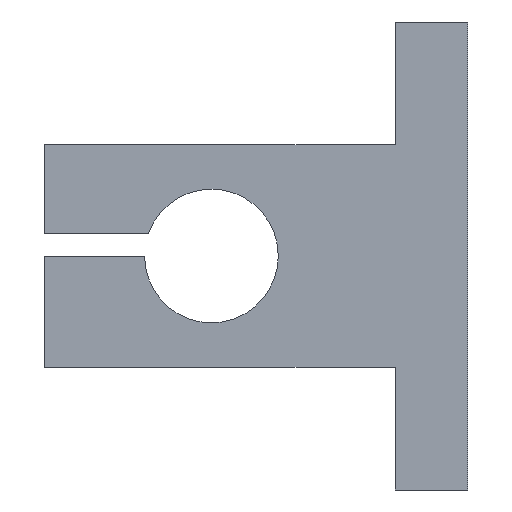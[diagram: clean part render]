
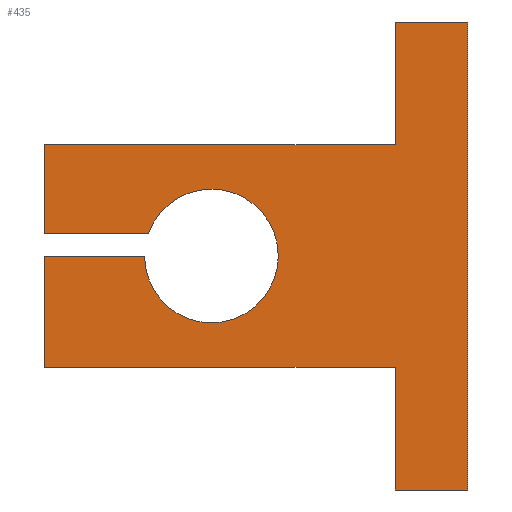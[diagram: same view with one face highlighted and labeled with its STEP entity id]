
A CAD part, left-side view. The second image highlights one B-rep face of the part: STEP entity #435.
In plain terms, the highlighted planar face has unit normal (-1, 0, 0).
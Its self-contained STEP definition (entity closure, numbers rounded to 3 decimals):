
#33=PLANE('',#495);
#54=FACE_OUTER_BOUND('',#81,.T.);
#81=EDGE_LOOP('',(#370,#371,#372,#373,#374,#375,#376,#377,#378,#379,#380,
#381));
#96=LINE('',#660,#137);
#102=LINE('',#681,#143);
#108=LINE('',#700,#149);
#112=LINE('',#709,#153);
#123=LINE('',#730,#164);
#125=LINE('',#734,#166);
#126=LINE('',#735,#167);
#127=LINE('',#737,#168);
#128=LINE('',#739,#169);
#129=LINE('',#740,#170);
#130=LINE('',#741,#171);
#137=VECTOR('',#539,10.);
#143=VECTOR('',#559,10.);
#149=VECTOR('',#577,10.);
#153=VECTOR('',#583,10.);
#164=VECTOR('',#600,10.);
#166=VECTOR('',#604,10.);
#167=VECTOR('',#605,10.);
#168=VECTOR('',#606,10.);
#169=VECTOR('',#607,10.);
#170=VECTOR('',#608,10.);
#171=VECTOR('',#609,10.);
#193=CIRCLE('',#496,6.);
#204=VERTEX_POINT('',#658);
#205=VERTEX_POINT('',#659);
#212=VERTEX_POINT('',#679);
#213=VERTEX_POINT('',#680);
#219=VERTEX_POINT('',#698);
#220=VERTEX_POINT('',#699);
#223=VERTEX_POINT('',#707);
#224=VERTEX_POINT('',#708);
#231=VERTEX_POINT('',#729);
#232=VERTEX_POINT('',#733);
#233=VERTEX_POINT('',#736);
#234=VERTEX_POINT('',#738);
#248=EDGE_CURVE('',#204,#205,#96,.T.);
#258=EDGE_CURVE('',#212,#213,#102,.T.);
#267=EDGE_CURVE('',#219,#220,#108,.T.);
#271=EDGE_CURVE('',#223,#224,#112,.T.);
#283=EDGE_CURVE('',#219,#231,#123,.T.);
#285=EDGE_CURVE('',#232,#224,#125,.T.);
#286=EDGE_CURVE('',#205,#232,#126,.T.);
#287=EDGE_CURVE('',#233,#204,#127,.T.);
#288=EDGE_CURVE('',#234,#233,#128,.T.);
#289=EDGE_CURVE('',#213,#234,#129,.T.);
#290=EDGE_CURVE('',#231,#212,#130,.T.);
#291=EDGE_CURVE('',#223,#220,#193,.T.);
#370=ORIENTED_EDGE('',*,*,#271,.T.);
#371=ORIENTED_EDGE('',*,*,#285,.F.);
#372=ORIENTED_EDGE('',*,*,#286,.F.);
#373=ORIENTED_EDGE('',*,*,#248,.F.);
#374=ORIENTED_EDGE('',*,*,#287,.F.);
#375=ORIENTED_EDGE('',*,*,#288,.F.);
#376=ORIENTED_EDGE('',*,*,#289,.F.);
#377=ORIENTED_EDGE('',*,*,#258,.F.);
#378=ORIENTED_EDGE('',*,*,#290,.F.);
#379=ORIENTED_EDGE('',*,*,#283,.F.);
#380=ORIENTED_EDGE('',*,*,#267,.T.);
#381=ORIENTED_EDGE('',*,*,#291,.F.);
#435=ADVANCED_FACE('',(#54),#33,.F.);
#495=AXIS2_PLACEMENT_3D('',#732,#602,#603);
#496=AXIS2_PLACEMENT_3D('',#742,#610,#611);
#539=DIRECTION('',(0.,0.,1.));
#559=DIRECTION('',(0.,0.,1.));
#577=DIRECTION('',(0.,-1.,0.));
#583=DIRECTION('',(0.,1.,0.));
#600=DIRECTION('',(0.,0.,1.));
#602=DIRECTION('center_axis',(1.,0.,0.));
#603=DIRECTION('ref_axis',(0.,0.,-1.));
#604=DIRECTION('',(0.,0.,1.));
#605=DIRECTION('',(0.,1.,0.));
#606=DIRECTION('',(0.,1.,0.));
#607=DIRECTION('',(0.,0.,-1.));
#608=DIRECTION('',(0.,-1.,0.));
#609=DIRECTION('',(0.,-1.,0.));
#610=DIRECTION('center_axis',(-1.,0.,0.));
#611=DIRECTION('ref_axis',(0.,-1.,0.));
#658=CARTESIAN_POINT('',(0.,6.5,-42.));
#659=CARTESIAN_POINT('',(0.,6.5,-31.));
#660=CARTESIAN_POINT('',(0.,6.5,-42.));
#679=CARTESIAN_POINT('',(0.,6.5,-11.));
#680=CARTESIAN_POINT('',(0.,6.5,0.));
#681=CARTESIAN_POINT('',(0.,6.5,-11.));
#698=CARTESIAN_POINT('',(0.,38.,-19.));
#699=CARTESIAN_POINT('',(0.,28.657,-19.));
#700=CARTESIAN_POINT('',(0.,19.817,-19.));
#707=CARTESIAN_POINT('',(0.,29.,-21.));
#708=CARTESIAN_POINT('',(0.,38.,-21.));
#709=CARTESIAN_POINT('',(0.,28.5,-21.));
#729=CARTESIAN_POINT('',(0.,38.,-11.));
#730=CARTESIAN_POINT('',(0.,38.,-31.));
#732=CARTESIAN_POINT('Origin',(0.,19.,-21.));
#733=CARTESIAN_POINT('',(0.,38.,-31.));
#734=CARTESIAN_POINT('',(0.,38.,-31.));
#735=CARTESIAN_POINT('',(0.,6.5,-31.));
#736=CARTESIAN_POINT('',(0.,0.,-42.));
#737=CARTESIAN_POINT('',(0.,0.,-42.));
#738=CARTESIAN_POINT('',(0.,0.,0.));
#739=CARTESIAN_POINT('',(0.,0.,0.));
#740=CARTESIAN_POINT('',(0.,6.5,0.));
#741=CARTESIAN_POINT('',(0.,38.,-11.));
#742=CARTESIAN_POINT('Origin',(0.,23.,-21.));
